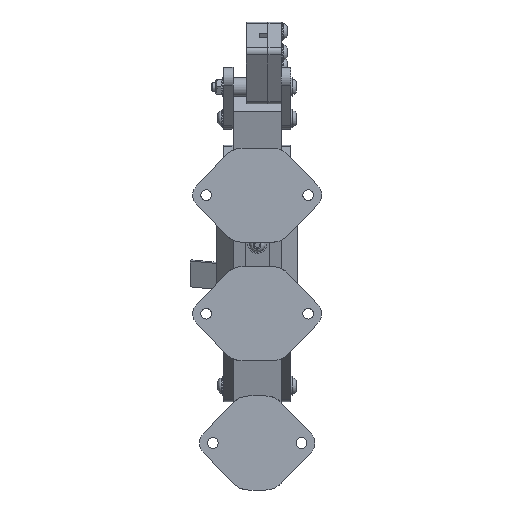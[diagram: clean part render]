
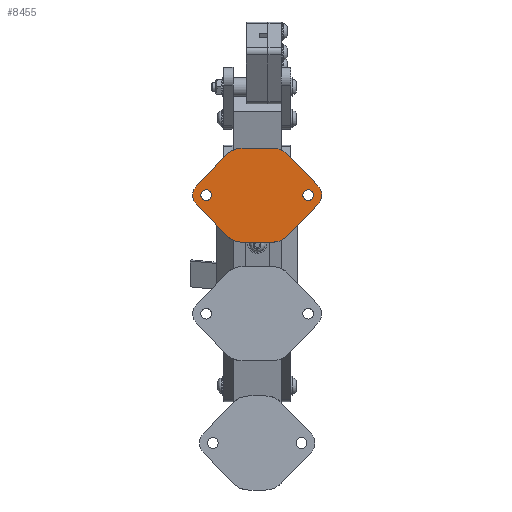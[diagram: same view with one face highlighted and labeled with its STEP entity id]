
A CAD part, front view. The second image highlights one B-rep face of the part: STEP entity #8455.
In plain terms, the highlighted face is planar.
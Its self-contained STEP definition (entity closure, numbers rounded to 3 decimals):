
#656=FACE_BOUND('',#3374,.T.);
#657=FACE_BOUND('',#3375,.T.);
#859=PLANE('',#9726);
#1340=LINE('',#14437,#2073);
#1350=LINE('',#14466,#2083);
#1356=LINE('',#14489,#2089);
#1359=LINE('',#14497,#2092);
#1360=LINE('',#14500,#2093);
#1361=LINE('',#14503,#2094);
#2073=VECTOR('',#11478,10.);
#2083=VECTOR('',#11506,10.);
#2089=VECTOR('',#11528,10.);
#2092=VECTOR('',#11535,10.);
#2093=VECTOR('',#11538,10.);
#2094=VECTOR('',#11541,10.);
#2854=FACE_OUTER_BOUND('',#3373,.T.);
#3373=EDGE_LOOP('',(#7138,#7139,#7140,#7141,#7142,#7143,#7144,#7145,#7146,
#7147,#7148,#7149));
#3374=EDGE_LOOP('',(#7150));
#3375=EDGE_LOOP('',(#7151));
#3806=CIRCLE('',#9691,2.);
#3815=CIRCLE('',#9704,2.);
#3816=CIRCLE('',#9707,8.);
#3820=CIRCLE('',#9716,8.);
#3824=CIRCLE('',#9723,8.);
#3825=CIRCLE('',#9727,5.);
#3826=CIRCLE('',#9728,8.);
#3827=CIRCLE('',#9729,5.);
#4361=VERTEX_POINT('',#14383);
#4376=VERTEX_POINT('',#14419);
#4379=VERTEX_POINT('',#14426);
#4380=VERTEX_POINT('',#14428);
#4382=VERTEX_POINT('',#14435);
#4391=VERTEX_POINT('',#14459);
#4392=VERTEX_POINT('',#14464);
#4398=VERTEX_POINT('',#14480);
#4399=VERTEX_POINT('',#14482);
#4401=VERTEX_POINT('',#14488);
#4403=VERTEX_POINT('',#14494);
#4404=VERTEX_POINT('',#14496);
#4405=VERTEX_POINT('',#14499);
#4406=VERTEX_POINT('',#14501);
#5321=EDGE_CURVE('',#4361,#4361,#3806,.T.);
#5338=EDGE_CURVE('',#4376,#4376,#3815,.T.);
#5342=EDGE_CURVE('',#4379,#4380,#3816,.T.);
#5347=EDGE_CURVE('',#4379,#4382,#1340,.T.);
#5359=EDGE_CURVE('',#4391,#4382,#3820,.T.);
#5362=EDGE_CURVE('',#4391,#4392,#1350,.T.);
#5370=EDGE_CURVE('',#4398,#4399,#3824,.T.);
#5373=EDGE_CURVE('',#4401,#4399,#1356,.T.);
#5376=EDGE_CURVE('',#4392,#4403,#3825,.T.);
#5377=EDGE_CURVE('',#4403,#4404,#1359,.T.);
#5378=EDGE_CURVE('',#4401,#4404,#3826,.T.);
#5379=EDGE_CURVE('',#4405,#4398,#1360,.T.);
#5380=EDGE_CURVE('',#4406,#4405,#3827,.T.);
#5381=EDGE_CURVE('',#4380,#4406,#1361,.T.);
#7138=ORIENTED_EDGE('',*,*,#5342,.F.);
#7139=ORIENTED_EDGE('',*,*,#5347,.T.);
#7140=ORIENTED_EDGE('',*,*,#5359,.F.);
#7141=ORIENTED_EDGE('',*,*,#5362,.T.);
#7142=ORIENTED_EDGE('',*,*,#5376,.T.);
#7143=ORIENTED_EDGE('',*,*,#5377,.T.);
#7144=ORIENTED_EDGE('',*,*,#5378,.F.);
#7145=ORIENTED_EDGE('',*,*,#5373,.T.);
#7146=ORIENTED_EDGE('',*,*,#5370,.F.);
#7147=ORIENTED_EDGE('',*,*,#5379,.F.);
#7148=ORIENTED_EDGE('',*,*,#5380,.F.);
#7149=ORIENTED_EDGE('',*,*,#5381,.F.);
#7150=ORIENTED_EDGE('',*,*,#5321,.T.);
#7151=ORIENTED_EDGE('',*,*,#5338,.F.);
#8455=ADVANCED_FACE('',(#2854,#656,#657),#859,.F.);
#9691=AXIS2_PLACEMENT_3D('',#14384,#11428,#11429);
#9704=AXIS2_PLACEMENT_3D('',#14420,#11462,#11463);
#9707=AXIS2_PLACEMENT_3D('',#14429,#11470,#11471);
#9716=AXIS2_PLACEMENT_3D('',#14461,#11500,#11501);
#9723=AXIS2_PLACEMENT_3D('',#14483,#11521,#11522);
#9726=AXIS2_PLACEMENT_3D('',#14493,#11531,#11532);
#9727=AXIS2_PLACEMENT_3D('',#14495,#11533,#11534);
#9728=AXIS2_PLACEMENT_3D('',#14498,#11536,#11537);
#9729=AXIS2_PLACEMENT_3D('',#14502,#11539,#11540);
#11428=DIRECTION('center_axis',(0.,0.,1.));
#11429=DIRECTION('ref_axis',(-1.,0.,0.));
#11462=DIRECTION('center_axis',(0.,0.,-1.));
#11463=DIRECTION('ref_axis',(-1.,0.,0.));
#11470=DIRECTION('center_axis',(0.,0.,1.));
#11471=DIRECTION('ref_axis',(0.921,0.39,0.));
#11478=DIRECTION('',(0.,-1.,0.));
#11500=DIRECTION('center_axis',(0.,0.,1.));
#11501=DIRECTION('ref_axis',(0.921,-0.39,0.));
#11506=DIRECTION('',(-0.718,-0.696,0.));
#11521=DIRECTION('center_axis',(0.,0.,1.));
#11522=DIRECTION('ref_axis',(-0.921,0.39,0.));
#11528=DIRECTION('',(0.,1.,0.));
#11531=DIRECTION('center_axis',(0.,0.,1.));
#11532=DIRECTION('ref_axis',(1.,0.,0.));
#11533=DIRECTION('center_axis',(0.,0.,-1.));
#11534=DIRECTION('ref_axis',(1.,0.,0.));
#11535=DIRECTION('',(-0.718,0.696,0.));
#11536=DIRECTION('center_axis',(0.,0.,1.));
#11537=DIRECTION('ref_axis',(-0.921,-0.39,0.));
#11538=DIRECTION('',(-0.718,-0.696,0.));
#11539=DIRECTION('center_axis',(0.,0.,1.));
#11540=DIRECTION('ref_axis',(1.,0.,0.));
#11541=DIRECTION('',(-0.718,0.696,0.));
#14383=CARTESIAN_POINT('',(2.,19.,0.));
#14384=CARTESIAN_POINT('Origin',(0.,19.,0.));
#14419=CARTESIAN_POINT('',(2.,-19.,0.));
#14420=CARTESIAN_POINT('Origin',(0.,-19.,0.));
#14426=CARTESIAN_POINT('',(17.5,5.613,0.));
#14428=CARTESIAN_POINT('',(15.068,11.357,0.));
#14429=CARTESIAN_POINT('Origin',(9.5,5.613,0.));
#14435=CARTESIAN_POINT('',(17.5,-5.613,0.));
#14437=CARTESIAN_POINT('',(17.5,9.,0.));
#14459=CARTESIAN_POINT('',(15.068,-11.357,0.));
#14461=CARTESIAN_POINT('Origin',(9.5,-5.613,0.));
#14464=CARTESIAN_POINT('',(3.48,-22.59,0.));
#14466=CARTESIAN_POINT('',(17.5,-9.,0.));
#14480=CARTESIAN_POINT('',(-15.068,11.357,0.));
#14482=CARTESIAN_POINT('',(-17.5,5.613,0.));
#14483=CARTESIAN_POINT('Origin',(-9.5,5.613,0.));
#14488=CARTESIAN_POINT('',(-17.5,-5.613,0.));
#14489=CARTESIAN_POINT('',(-17.5,-9.,0.));
#14493=CARTESIAN_POINT('Origin',(0.,0.,
0.));
#14494=CARTESIAN_POINT('',(-3.48,-22.59,0.));
#14495=CARTESIAN_POINT('Origin',(0.,-19.,0.));
#14496=CARTESIAN_POINT('',(-15.068,-11.357,0.));
#14497=CARTESIAN_POINT('',(-3.48,-22.59,0.));
#14498=CARTESIAN_POINT('Origin',(-9.5,-5.613,0.));
#14499=CARTESIAN_POINT('',(-3.48,22.59,0.));
#14500=CARTESIAN_POINT('',(-3.48,22.59,0.));
#14501=CARTESIAN_POINT('',(3.48,22.59,0.));
#14502=CARTESIAN_POINT('Origin',(0.,19.,0.));
#14503=CARTESIAN_POINT('',(17.5,9.,0.));
